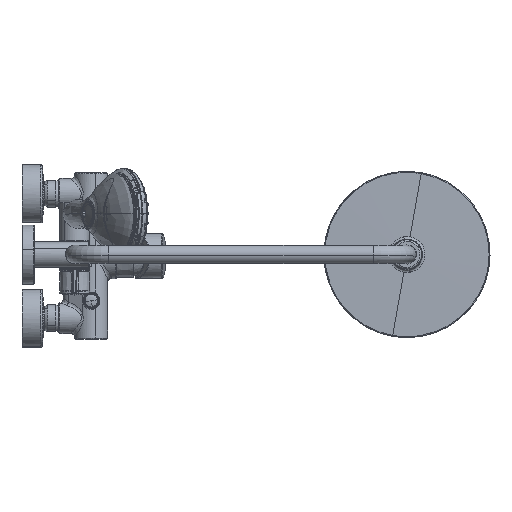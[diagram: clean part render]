
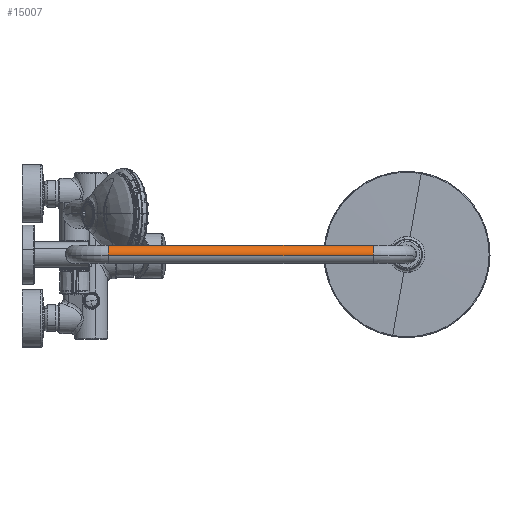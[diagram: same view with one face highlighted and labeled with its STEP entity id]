
A CAD part, top view. The second image highlights one B-rep face of the part: STEP entity #15007.
In plain terms, the highlighted cylindrical face has radius 11 mm (diameter 22 mm), a partial arc.
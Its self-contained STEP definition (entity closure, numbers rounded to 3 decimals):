
#4680=B_SPLINE_CURVE_WITH_KNOTS('',3,(#114216,#114236,#114237,#114238,#114239,#114240,#114241,#114242,#114243,#114244,#114245,#114246,#114247,#114248,#114249,#114250,#114251,#114215),.UNSPECIFIED.,.F.,.U.,(4,2,2,2,2,2,2,2,4),(0.,0.125,0.25,0.375,0.5,0.625,0.75,0.875,1.),.UNSPECIFIED.);
#4713=B_SPLINE_CURVE_WITH_KNOTS('',3,(#115360,#115379,#115380,#115381,#115382,#115383,#115384,#115385,#115386,#115387,#115388,#115389,#115390,#115391,#115392,#115393,#115394,#115361),.UNSPECIFIED.,.F.,.U.,(4,2,2,2,2,2,2,2,4),(0.,0.125,0.25,0.375,0.5,0.625,0.75,0.875,1.),.UNSPECIFIED.);
#11794=VECTOR('',#224940,319.);
#11795=VECTOR('',#224940,319.);
#12974=LINE('',#114216,#11794);
#12975=LINE('',#114217,#11795);
#14120=CYLINDRICAL_SURFACE('',#220684,11.);
#15007=ADVANCED_FACE('extract',(#19377),#14120,.T.);
#19377=FACE_OUTER_BOUND('',#65594,.T.);
#24562=ORIENTED_EDGE('',*,*,#46244,.T.);
#24563=ORIENTED_EDGE('',*,*,#46247,.T.);
#24564=ORIENTED_EDGE('',*,*,#46245,.F.);
#24565=ORIENTED_EDGE('',*,*,#46193,.F.);
#46193=EDGE_CURVE('5415',#58739,#58738,#4680,.T.);
#46244=EDGE_CURVE('5418',#58739,#58769,#12974,.T.);
#46245=EDGE_CURVE('5420',#58738,#58770,#12975,.T.);
#46247=EDGE_CURVE('5419',#58769,#58770,#4713,.T.);
#58738=VERTEX_POINT('3484',#114215);
#58739=VERTEX_POINT('3483',#114216);
#58769=VERTEX_POINT('3485',#115360);
#58770=VERTEX_POINT('3486',#115361);
#65594=EDGE_LOOP('',(#24562,#24563,#24564,#24565));
#114215=CARTESIAN_POINT('',(40.5,1.91,1085.167));
#114216=CARTESIAN_POINT('',(40.5,-1.91,1106.833));
#114217=CARTESIAN_POINT('',(40.5,1.91,1085.167));
#114236=CARTESIAN_POINT('',(40.5,-0.492,1107.083));
#114237=CARTESIAN_POINT('',(40.5,0.975,1107.051));
#114238=CARTESIAN_POINT('',(40.5,3.786,1106.428));
#114239=CARTESIAN_POINT('',(40.5,5.13,1105.837));
#114240=CARTESIAN_POINT('',(40.5,7.489,1104.185));
#114241=CARTESIAN_POINT('',(40.5,8.504,1103.125));
#114242=CARTESIAN_POINT('',(40.5,10.051,1100.696));
#114243=CARTESIAN_POINT('',(40.5,10.583,1099.328));
#114244=CARTESIAN_POINT('',(40.5,11.083,1096.492));
#114245=CARTESIAN_POINT('',(40.5,11.051,1095.025));
#114246=CARTESIAN_POINT('',(40.5,10.428,1092.213));
#114247=CARTESIAN_POINT('',(40.5,9.837,1090.87));
#114248=CARTESIAN_POINT('',(40.5,8.185,1088.511));
#114249=CARTESIAN_POINT('',(40.5,7.125,1087.496));
#114250=CARTESIAN_POINT('',(40.5,4.696,1085.949));
#114251=CARTESIAN_POINT('',(40.5,3.328,1085.417));
#115359=CARTESIAN_POINT('',(40.5,0.,1096.));
#115360=CARTESIAN_POINT('',(359.5,-1.91,1106.833));
#115361=CARTESIAN_POINT('',(359.5,1.91,1085.167));
#115379=CARTESIAN_POINT('',(359.5,-0.492,1107.083));
#115380=CARTESIAN_POINT('',(359.5,0.975,1107.051));
#115381=CARTESIAN_POINT('',(359.5,3.786,1106.428));
#115382=CARTESIAN_POINT('',(359.5,5.13,1105.837));
#115383=CARTESIAN_POINT('',(359.5,7.489,1104.185));
#115384=CARTESIAN_POINT('',(359.5,8.504,1103.125));
#115385=CARTESIAN_POINT('',(359.5,10.051,1100.696));
#115386=CARTESIAN_POINT('',(359.5,10.583,1099.328));
#115387=CARTESIAN_POINT('',(359.5,11.083,1096.492));
#115388=CARTESIAN_POINT('',(359.5,11.051,1095.025));
#115389=CARTESIAN_POINT('',(359.5,10.428,1092.213));
#115390=CARTESIAN_POINT('',(359.5,9.837,1090.87));
#115391=CARTESIAN_POINT('',(359.5,8.185,1088.511));
#115392=CARTESIAN_POINT('',(359.5,7.125,1087.496));
#115393=CARTESIAN_POINT('',(359.5,4.696,1085.949));
#115394=CARTESIAN_POINT('',(359.5,3.328,1085.417));
#220684=AXIS2_PLACEMENT_3D('',#115359,#224940,#224950);
#224940=DIRECTION('',(1.,0.,0.));
#224950=DIRECTION('',(0.,0.174,-0.985));
